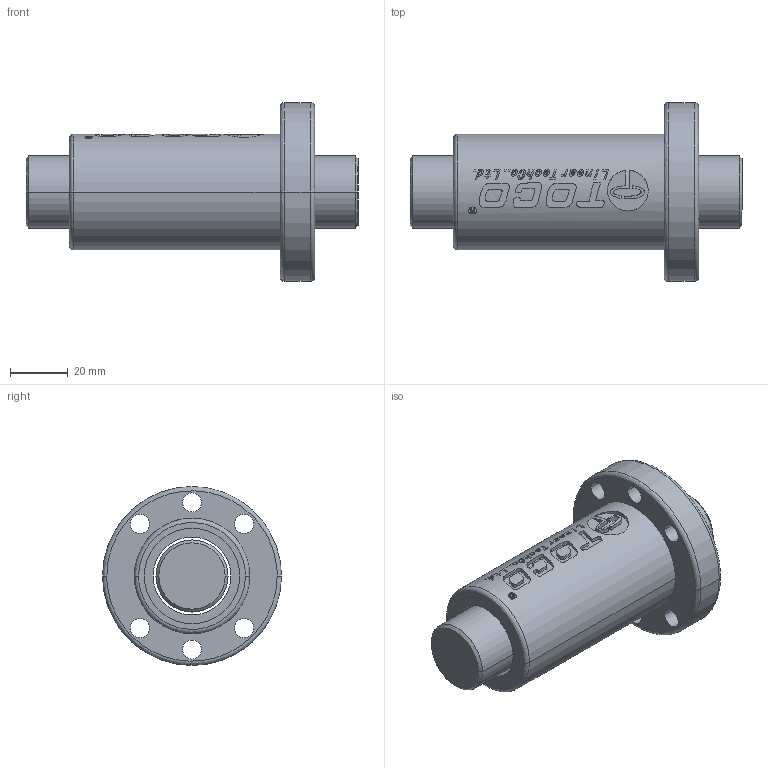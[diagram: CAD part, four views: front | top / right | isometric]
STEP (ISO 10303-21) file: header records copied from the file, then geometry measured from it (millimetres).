
FILE_DESCRIPTION (( 'STEP AP203' ), '1' );
FILE_NAME ('SFU02510.STEP', '2019-04-04T07:21:28', ( '' ), ( '' ), 'SwSTEP 2.0', 'SolidWorks 2015', '' );
FILE_SCHEMA (( 'CONFIG_CONTROL_DESIGN' ));
Length unit declared in the file: millimetre
Products named in the file (1): SFU02510
Bounding box: 115 x 62 x 62 mm (x, y, z)
Volume: 132509.8 mm3; surface area: 38317.2 mm2
Topology: 4 solids, 4 shells, 646 faces, 1790 edges, 1190 vertices
Faces by surface type: plane 568, cylinder 47, bspline 27, cone 4
Entity records: 22601 total; most frequent: CARTESIAN_POINT 7413, ORIENTED_EDGE 3580, DIRECTION 2618, EDGE_CURVE 1790, VERTEX_POINT 1190, LINE 1184, VECTOR 1184, AXIS2_PLACEMENT_3D 717
